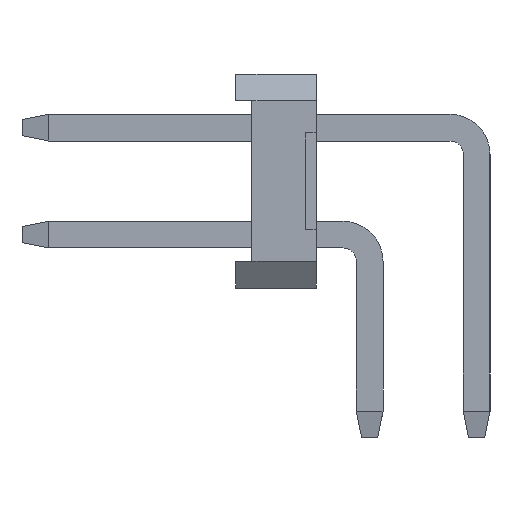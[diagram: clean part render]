
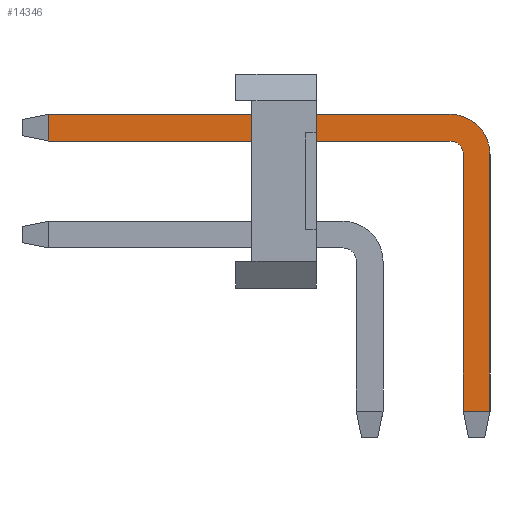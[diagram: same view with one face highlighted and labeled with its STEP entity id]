
A CAD part, left-side view. The second image highlights one B-rep face of the part: STEP entity #14346.
In plain terms, the highlighted planar face has unit normal (-1, 0, 0).
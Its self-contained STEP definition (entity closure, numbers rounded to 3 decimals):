
#14100=CARTESIAN_POINT('',(-0.25,5.,0.75));
#14101=VERTEX_POINT('',#14100);
#14124=CARTESIAN_POINT('',(-0.25,5.,1.25));
#14125=VERTEX_POINT('',#14124);
#14126=CARTESIAN_POINT('',(-0.25,5.,0.75));
#14127=DIRECTION('',(0.,0.,1.));
#14128=VECTOR('',#14127,0.5);
#14129=LINE('',#14126,#14128);
#14130=EDGE_CURVE('',#14101,#14125,#14129,.T.);
#14171=CARTESIAN_POINT('',(-0.25,-2.5,1.25));
#14172=VERTEX_POINT('',#14171);
#14173=CARTESIAN_POINT('',(-0.25,5.,1.25));
#14174=DIRECTION('',(0.,-1.,0.));
#14175=VECTOR('',#14174,7.5);
#14176=LINE('',#14173,#14175);
#14177=EDGE_CURVE('',#14125,#14172,#14176,.T.);
#14278=CARTESIAN_POINT('',(-0.25,-2.5,0.75));
#14279=VERTEX_POINT('',#14278);
#14286=CARTESIAN_POINT('',(-0.25,-2.5,0.75));
#14287=DIRECTION('',(0.,1.,0.));
#14288=VECTOR('',#14287,7.5);
#14289=LINE('',#14286,#14288);
#14290=EDGE_CURVE('',#14279,#14101,#14289,.T.);
#14296=CARTESIAN_POINT('',(-0.25,5.5,1.25));
#14297=DIRECTION('',(0.,0.,-1.));
#14298=DIRECTION('',(-1.,-0.,-0.));
#14299=AXIS2_PLACEMENT_3D('',#14296,#14298,#14297);
#14300=PLANE('',#14299);
#14301=ORIENTED_EDGE('',*,*,#14290,.F.);
#14302=CARTESIAN_POINT('',(-0.25,-2.75,0.5));
#14303=VERTEX_POINT('',#14302);
#14304=CARTESIAN_POINT('',(-0.25,-2.5,0.5));
#14305=DIRECTION('',(0.,0.,1.));
#14306=DIRECTION('',(1.,0.,0.));
#14307=AXIS2_PLACEMENT_3D('',#14304,#14306,#14305);
#14308=CIRCLE('',#14307,0.25);
#14309=EDGE_CURVE('',#14279,#14303,#14308,.T.);
#14310=ORIENTED_EDGE('',*,*,#14309,.T.);
#14311=CARTESIAN_POINT('',(-0.25,-2.75,-4.3));
#14312=VERTEX_POINT('',#14311);
#14313=CARTESIAN_POINT('',(-0.25,-2.75,0.5));
#14314=DIRECTION('',(0.,0.,-1.));
#14315=VECTOR('',#14314,4.8);
#14316=LINE('',#14313,#14315);
#14317=EDGE_CURVE('',#14303,#14312,#14316,.T.);
#14318=ORIENTED_EDGE('',*,*,#14317,.T.);
#14319=CARTESIAN_POINT('',(-0.25,-3.25,-4.3));
#14320=VERTEX_POINT('',#14319);
#14321=CARTESIAN_POINT('',(-0.25,-2.75,-4.3));
#14322=DIRECTION('',(0.,-1.,0.));
#14323=VECTOR('',#14322,0.5);
#14324=LINE('',#14321,#14323);
#14325=EDGE_CURVE('',#14312,#14320,#14324,.T.);
#14326=ORIENTED_EDGE('',*,*,#14325,.T.);
#14327=CARTESIAN_POINT('',(-0.25,-3.25,0.5));
#14328=VERTEX_POINT('',#14327);
#14329=CARTESIAN_POINT('',(-0.25,-3.25,-4.3));
#14330=DIRECTION('',(0.,0.,1.));
#14331=VECTOR('',#14330,4.8);
#14332=LINE('',#14329,#14331);
#14333=EDGE_CURVE('',#14320,#14328,#14332,.T.);
#14334=ORIENTED_EDGE('',*,*,#14333,.T.);
#14335=CARTESIAN_POINT('',(-0.25,-2.5,0.5));
#14336=DIRECTION('',(0.,-1.,0.));
#14337=DIRECTION('',(-1.,0.,0.));
#14338=AXIS2_PLACEMENT_3D('',#14335,#14337,#14336);
#14339=CIRCLE('',#14338,0.75);
#14340=EDGE_CURVE('',#14328,#14172,#14339,.T.);
#14341=ORIENTED_EDGE('',*,*,#14340,.T.);
#14342=ORIENTED_EDGE('',*,*,#14177,.F.);
#14343=ORIENTED_EDGE('',*,*,#14130,.F.);
#14344=EDGE_LOOP('',(#14301,#14310,#14318,#14326,#14334,#14341,#14342,#14343));
#14345=FACE_OUTER_BOUND('',#14344,.T.);
#14346=ADVANCED_FACE('',(#14345),#14300,.T.);
